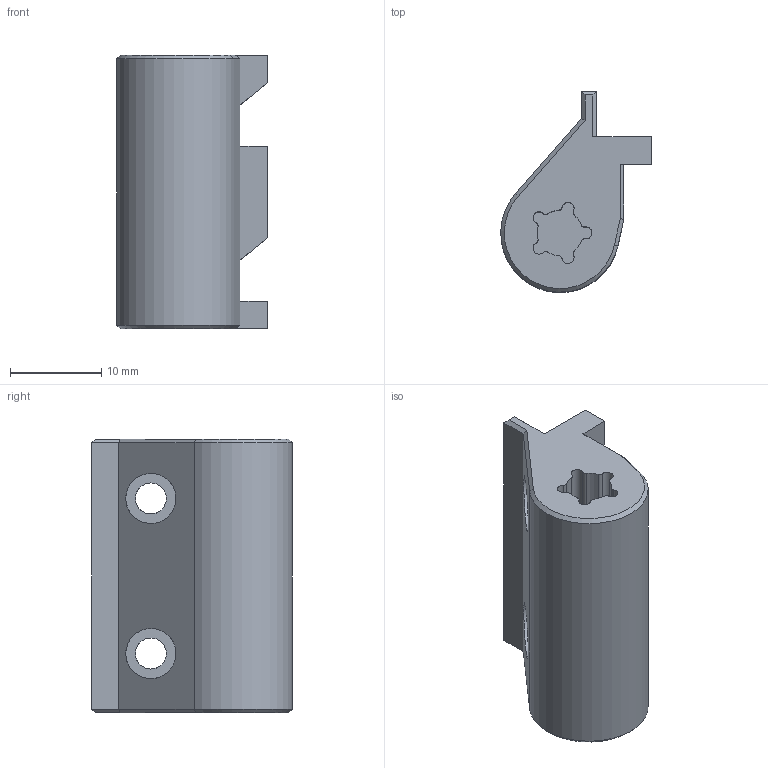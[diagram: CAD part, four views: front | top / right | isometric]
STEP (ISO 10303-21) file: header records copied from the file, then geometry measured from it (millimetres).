
FILE_DESCRIPTION(/* description */ (''),/* implementation_level */ '2;1');
FILE_NAME(/* name */ 'mini_fridge_bottom_hinge_right x2 _updated.step',/* time_stamp */ '2024-04-27T04:44:40-05:00',/* author */ (''),/* organization */ (''),/* preprocessor_version */ 'ST-DEVELOPER v20',/* originating_system */ 'Autodesk Translation Framework v12.20.1.177',/* authorisation */ '');
FILE_SCHEMA (('AUTOMOTIVE_DESIGN { 1 0 10303 214 3 1 1 }'));
Length unit declared in the file: millimetre
Products named in the file (1): mini_fridge_bottom_hinge_right x2
Bounding box: 16.5 x 22.02 x 30 mm (x, y, z)
Volume: 4947.6 mm3; surface area: 3000.8 mm2
Topology: 1 solids, 1 shells, 65 faces, 174 edges, 112 vertices
Faces by surface type: plane 38, cylinder 25, cone 2
Full cylindrical faces by diameter (mm): 3.4 x2, 5.5 x2
Entity records: 2080 total; most frequent: DIRECTION 366, CARTESIAN_POINT 352, ORIENTED_EDGE 348, EDGE_CURVE 174, AXIS2_PLACEMENT_3D 126, LINE 114, VECTOR 114, VERTEX_POINT 112
